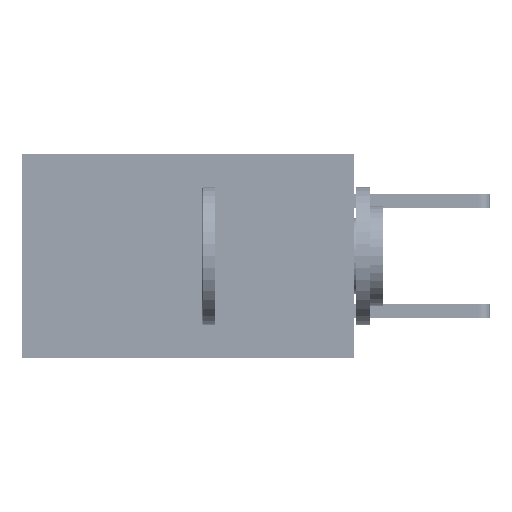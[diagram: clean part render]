
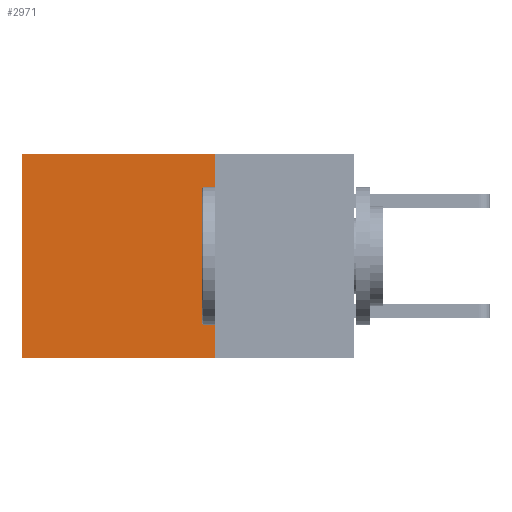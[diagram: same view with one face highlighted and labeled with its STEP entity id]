
A CAD part, left-side view. The second image highlights one B-rep face of the part: STEP entity #2971.
In plain terms, the highlighted planar face has unit normal (-1, 0, 0).
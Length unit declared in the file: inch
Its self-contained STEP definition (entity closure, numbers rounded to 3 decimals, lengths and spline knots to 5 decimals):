
#2971 = ADVANCED_FACE ( 'NONE', ( #21688 ), #22190, .F. ) ;
#5649 = ORIENTED_EDGE ( 'NONE', *, *, #29905, .T. ) ;
#7876 = VECTOR ( 'NONE', #14427, 39.37008 ) ;
#7969 = VECTOR ( 'NONE', #27522, 39.37008 ) ;
#10224 = CARTESIAN_POINT ( 'NONE',  ( 0.2875, 0.6, 0. ) ) ;
#10553 = EDGE_CURVE ( 'NONE', #40694, #19722, #28037, .T. ) ;
#14427 = DIRECTION ( 'NONE',  ( 0., 0., -1. ) ) ;
#14800 = CARTESIAN_POINT ( 'NONE',  ( 0.2875, 0.25, -0.37 ) ) ;
#15357 = ORIENTED_EDGE ( 'NONE', *, *, #10553, .F. ) ;
#15551 = ORIENTED_EDGE ( 'NONE', *, *, #45733, .F. ) ;
#18028 = CARTESIAN_POINT ( 'NONE',  ( 0.2875, 0.25, 0. ) ) ;
#19333 = LINE ( 'NONE', #35317, #26898 ) ;
#19722 = VERTEX_POINT ( 'NONE', #14800 ) ;
#20369 = DIRECTION ( 'NONE',  ( 0., 1., 0. ) ) ;
#20468 = VERTEX_POINT ( 'NONE', #25192 ) ;
#21520 = AXIS2_PLACEMENT_3D ( 'NONE', #45525, #37662, #51200 ) ;
#21688 = FACE_OUTER_BOUND ( 'NONE', #50814, .T. ) ;
#22190 = PLANE ( 'NONE',  #21520 ) ;
#24029 = VECTOR ( 'NONE', #38708, 39.37008 ) ;
#25192 = CARTESIAN_POINT ( 'NONE',  ( 0.2875, 0.6, -0.37 ) ) ;
#25698 = CARTESIAN_POINT ( 'NONE',  ( 0.2875, 0.6, 0. ) ) ;
#25963 = LINE ( 'NONE', #10224, #7876 ) ;
#26898 = VECTOR ( 'NONE', #20369, 39.37008 ) ;
#27522 = DIRECTION ( 'NONE',  ( 0., 0., -1. ) ) ;
#28037 = LINE ( 'NONE', #36423, #7969 ) ;
#29905 = EDGE_CURVE ( 'NONE', #40694, #32363, #46572, .T. ) ;
#32363 = VERTEX_POINT ( 'NONE', #25698 ) ;
#35317 = CARTESIAN_POINT ( 'NONE',  ( 0.2875, 0.25, -0.37 ) ) ;
#36423 = CARTESIAN_POINT ( 'NONE',  ( 0.2875, 0.25, 0. ) ) ;
#37493 = EDGE_CURVE ( 'NONE', #32363, #20468, #25963, .T. ) ;
#37662 = DIRECTION ( 'NONE',  ( 1., 0., 0. ) ) ;
#38708 = DIRECTION ( 'NONE',  ( 0., 1., 0. ) ) ;
#40694 = VERTEX_POINT ( 'NONE', #42970 ) ;
#41861 = ORIENTED_EDGE ( 'NONE', *, *, #37493, .T. ) ;
#42970 = CARTESIAN_POINT ( 'NONE',  ( 0.2875, 0.25, 0. ) ) ;
#45525 = CARTESIAN_POINT ( 'NONE',  ( 0.2875, 0.25, 0. ) ) ;
#45733 = EDGE_CURVE ( 'NONE', #19722, #20468, #19333, .T. ) ;
#46572 = LINE ( 'NONE', #18028, #24029 ) ;
#50814 = EDGE_LOOP ( 'NONE', ( #41861, #15551, #15357, #5649 ) ) ;
#51200 = DIRECTION ( 'NONE',  ( 0., 0., -1. ) ) ;
